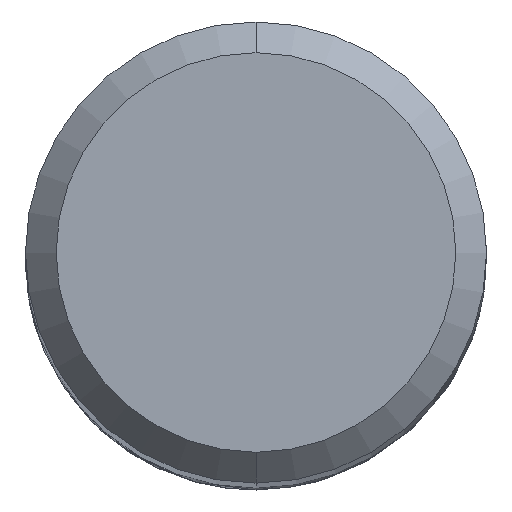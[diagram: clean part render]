
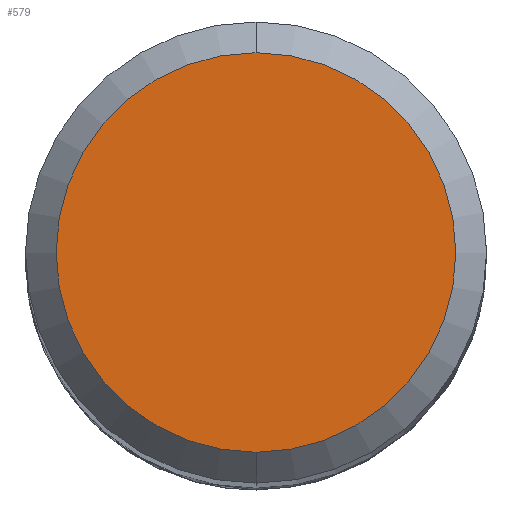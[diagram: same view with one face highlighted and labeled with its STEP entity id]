
A CAD part, top view. The second image highlights one B-rep face of the part: STEP entity #579.
In plain terms, the highlighted planar face has unit normal (0, 0, 1).
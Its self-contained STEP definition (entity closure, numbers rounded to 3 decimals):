
#441=VERTEX_POINT('',#1150);
#545=EDGE_CURVE('',#441,#1033,#1264,.T.);
#569=EDGE_CURVE('',#1033,#441,#1292,.T.);
#579=ADVANCED_FACE('',(#1304),#1305,.T.);
#1033=VERTEX_POINT('',#1799);
#1150=CARTESIAN_POINT('',(0.0,2.6,0.0));
#1264=CIRCLE('',#3381,2.6);
#1292=CIRCLE('',#3417,2.6);
#1304=FACE_OUTER_BOUND('',#3722,.T.);
#1305=PLANE('',#3723);
#1799=CARTESIAN_POINT('',(0.,-2.6,0.0));
#3381=AXIS2_PLACEMENT_3D('',#8918,#8919,#8920);
#3417=AXIS2_PLACEMENT_3D('',#8973,#8974,#8975);
#3722=EDGE_LOOP('',(#8990,#8991));
#3723=AXIS2_PLACEMENT_3D('',#8992,#8993,#8994);
#8918=CARTESIAN_POINT('',(0.0,0.0,0.0));
#8919=DIRECTION('',(0.0,0.0,-1.0));
#8920=DIRECTION('',(0.0,1.0,0.0));
#8973=CARTESIAN_POINT('',(0.0,0.0,0.0));
#8974=DIRECTION('',(0.0,0.0,-1.0));
#8975=DIRECTION('',(0.0,1.0,0.0));
#8990=ORIENTED_EDGE('',*,*,#545,.F.);
#8991=ORIENTED_EDGE('',*,*,#569,.F.);
#8992=CARTESIAN_POINT('',(0.0,1.3,0.0));
#8993=DIRECTION('',(-0.0,0.0,1.0));
#8994=DIRECTION('',(0.0,-1.0,0.0));
